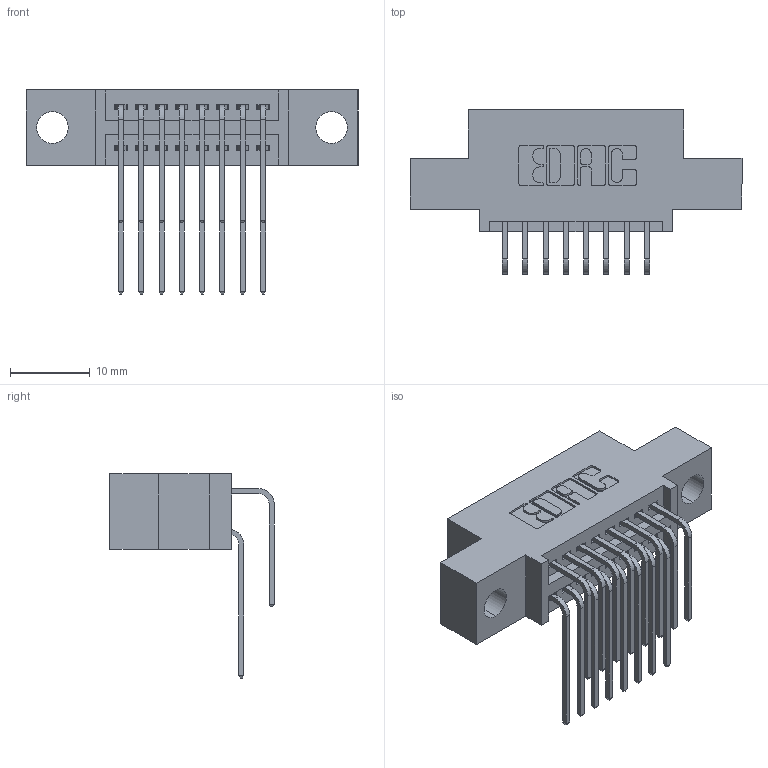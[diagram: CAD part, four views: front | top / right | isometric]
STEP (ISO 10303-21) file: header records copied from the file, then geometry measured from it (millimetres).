
FILE_DESCRIPTION (( 'STEP AP203' ), '1' );
FILE_NAME ('345-016-559-504.STEP', '2018-08-19T01:55:09', ( '' ), ( '' ), 'SwSTEP 2.0', 'SolidWorks 2016', '' );
FILE_SCHEMA (( 'CONFIG_CONTROL_DESIGN' ));
Length unit declared in the file: inch
Products named in the file (4): 345 Part_0.110 Offset - 0.156 Dia-TH; 345-292-001_558 559 Tail - 1; 345-292-001_559 Tail - 2; 345-016-559-504
Assembly tree (17 placements, depth 2):
  345-016-559-504
    345 Part_0.110 Offset - 0.156 Dia-TH
    345-292-001_558 559 Tail - 1  x8
    345-292-001_559 Tail - 2  x8
Bounding box: 41.53 x 20.56 x 25.53 mm (x, y, z)
Volume: 3649.6 mm3; surface area: 5078.3 mm2
Topology: 17 solids, 17 shells, 962 faces, 2833 edges, 1866 vertices
Faces by surface type: plane 644, cylinder 318
Entity records: 12641 total; most frequent: CARTESIAN_POINT 2199, ORIENTED_EDGE 2082, DIRECTION 1953, EDGE_CURVE 1041, VECTOR 837, LINE 837, VERTEX_POINT 690, AXIS2_PLACEMENT_3D 558
